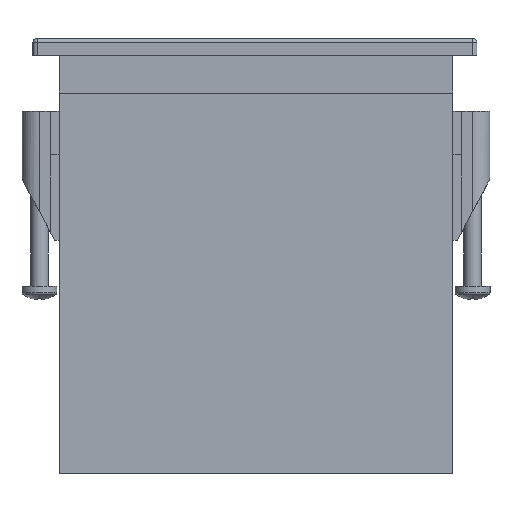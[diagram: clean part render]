
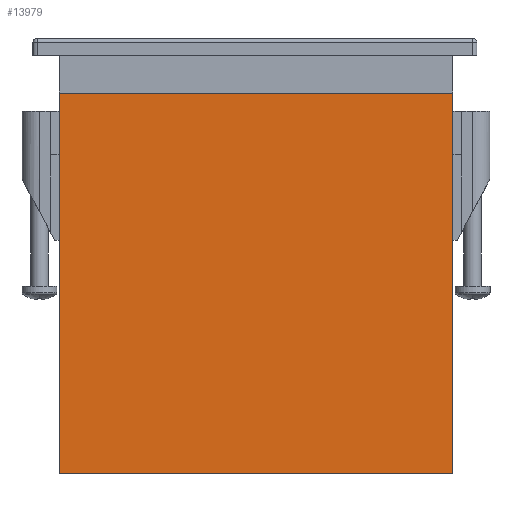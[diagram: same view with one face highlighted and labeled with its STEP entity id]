
A CAD part, front view. The second image highlights one B-rep face of the part: STEP entity #13979.
In plain terms, the highlighted planar face has unit normal (0, -1, 0).
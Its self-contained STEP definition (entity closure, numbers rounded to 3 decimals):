
#267 = LINE ( 'NONE', #53260, #62133 ) ;
#9980 = LINE ( 'NONE', #57776, #31332 ) ;
#10017 = ORIENTED_EDGE ( 'NONE', *, *, #30618, .F. ) ;
#11062 = CARTESIAN_POINT ( 'NONE',  ( 45., -20.5, -12.5 ) ) ;
#12177 = VERTEX_POINT ( 'NONE', #26830 ) ;
#12815 = LINE ( 'NONE', #62977, #50272 ) ;
#12945 = DIRECTION ( 'NONE',  ( 0., 1., 0. ) ) ;
#13238 = ORIENTED_EDGE ( 'NONE', *, *, #32102, .T. ) ;
#13264 = LINE ( 'NONE', #11062, #44557 ) ;
#13979 = ADVANCED_FACE ( 'NONE', ( #62498 ), #42216, .F. ) ;
#13990 = DIRECTION ( 'NONE',  ( -1., 0., 0. ) ) ;
#14186 = CARTESIAN_POINT ( 'NONE',  ( -45., -20.5, -12.5 ) ) ;
#15133 = ORIENTED_EDGE ( 'NONE', *, *, #55656, .F. ) ;
#19205 = DIRECTION ( 'NONE',  ( 0., 0., 1. ) ) ;
#21341 = EDGE_CURVE ( 'NONE', #34999, #24392, #267, .T. ) ;
#23109 = VERTEX_POINT ( 'NONE', #14186 ) ;
#24392 = VERTEX_POINT ( 'NONE', #54724 ) ;
#24957 = AXIS2_PLACEMENT_3D ( 'NONE', #46890, #12945, #47106 ) ;
#26830 = CARTESIAN_POINT ( 'NONE',  ( -45., -20.5, -99.5 ) ) ;
#30618 = EDGE_CURVE ( 'NONE', #12177, #23109, #12815, .T. ) ;
#31332 = VECTOR ( 'NONE', #13990, 1000. ) ;
#32102 = EDGE_CURVE ( 'NONE', #24392, #23109, #13264, .T. ) ;
#34999 = VERTEX_POINT ( 'NONE', #35559 ) ;
#35559 = CARTESIAN_POINT ( 'NONE',  ( 45., -20.5, -99.5 ) ) ;
#40262 = ORIENTED_EDGE ( 'NONE', *, *, #21341, .T. ) ;
#42216 = PLANE ( 'NONE',  #24957 ) ;
#44557 = VECTOR ( 'NONE', #50138, 1000. ) ;
#46252 = EDGE_LOOP ( 'NONE', ( #13238, #10017, #15133, #40262 ) ) ;
#46890 = CARTESIAN_POINT ( 'NONE',  ( 45., -20.5, -90.5 ) ) ;
#47106 = DIRECTION ( 'NONE',  ( 0., 0., 1. ) ) ;
#50138 = DIRECTION ( 'NONE',  ( -1., 0., 0. ) ) ;
#50272 = VECTOR ( 'NONE', #19205, 1000. ) ;
#53260 = CARTESIAN_POINT ( 'NONE',  ( 45., -20.5, -90.5 ) ) ;
#54724 = CARTESIAN_POINT ( 'NONE',  ( 45., -20.5, -12.5 ) ) ;
#55656 = EDGE_CURVE ( 'NONE', #34999, #12177, #9980, .T. ) ;
#57776 = CARTESIAN_POINT ( 'NONE',  ( 45., -20.5, -99.5 ) ) ;
#58135 = DIRECTION ( 'NONE',  ( 0., 0., 1. ) ) ;
#62133 = VECTOR ( 'NONE', #58135, 1000. ) ;
#62498 = FACE_OUTER_BOUND ( 'NONE', #46252, .T. ) ;
#62977 = CARTESIAN_POINT ( 'NONE',  ( -45., -20.5, -90.5 ) ) ;
